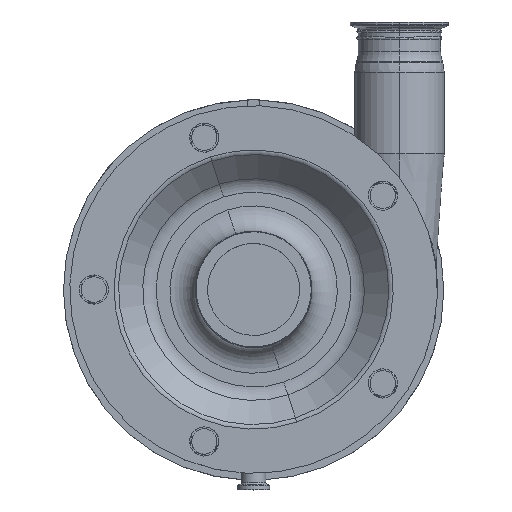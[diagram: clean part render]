
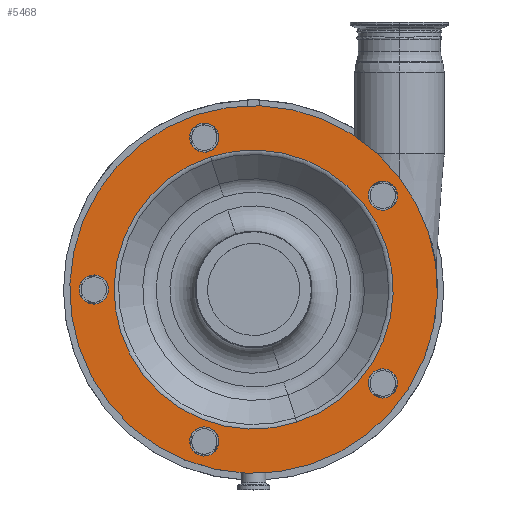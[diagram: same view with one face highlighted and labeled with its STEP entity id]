
A CAD part, top view. The second image highlights one B-rep face of the part: STEP entity #5468.
In plain terms, the highlighted planar face has unit normal (0, 0, 1).
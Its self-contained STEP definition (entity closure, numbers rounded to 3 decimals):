
#117 = CARTESIAN_POINT ( 'NONE',  ( -34.014, 104.684, 295. ) ) ;
#188 = DIRECTION ( 'NONE',  ( -0.309, 0.951, 0. ) ) ;
#278 = EDGE_LOOP ( 'NONE', ( #7221, #7308 ) ) ;
#348 = EDGE_LOOP ( 'NONE', ( #14155, #4824 ) ) ;
#364 = AXIS2_PLACEMENT_3D ( 'NONE', #3048, #11849, #9142 ) ;
#400 = AXIS2_PLACEMENT_3D ( 'NONE', #2307, #14417, #12730 ) ;
#429 = DIRECTION ( 'NONE',  ( -0.309, 0.951, 0. ) ) ;
#473 = AXIS2_PLACEMENT_3D ( 'NONE', #9696, #6177, #12301 ) ;
#789 = CIRCLE ( 'NONE', #473, 11.5 ) ;
#811 = CIRCLE ( 'NONE', #12956, 11.5 ) ;
#828 = CIRCLE ( 'NONE', #4336, 110.071 ) ;
#869 = ORIENTED_EDGE ( 'NONE', *, *, #14460, .F. ) ;
#937 = EDGE_LOOP ( 'NONE', ( #19052, #3749 ) ) ;
#1096 = CARTESIAN_POINT ( 'NONE',  ( 101.936, -74.061, 295. ) ) ;
#1390 = CARTESIAN_POINT ( 'NONE',  ( 101.936, 74.061, 295. ) ) ;
#1428 = CARTESIAN_POINT ( 'NONE',  ( -42.49, 130.77, 295. ) ) ;
#1557 = ORIENTED_EDGE ( 'NONE', *, *, #19322, .F. ) ;
#1931 = VERTEX_POINT ( 'NONE', #2246 ) ;
#1966 = EDGE_CURVE ( 'NONE', #13505, #12339, #10718, .T. ) ;
#2246 = CARTESIAN_POINT ( 'NONE',  ( -44.807, 137.903, 295. ) ) ;
#2262 = EDGE_CURVE ( 'NONE', #1931, #10488, #14767, .T. ) ;
#2307 = CARTESIAN_POINT ( 'NONE',  ( 0., 0., 295. ) ) ;
#2347 = AXIS2_PLACEMENT_3D ( 'NONE', #17504, #19109, #13209 ) ;
#2399 = DIRECTION ( 'NONE',  ( 0., 0., 1. ) ) ;
#2435 = DIRECTION ( 'NONE',  ( 0., 0., 1. ) ) ;
#2590 = DIRECTION ( 'NONE',  ( 0., 0., 1. ) ) ;
#2689 = EDGE_LOOP ( 'NONE', ( #1557, #6934 ) ) ;
#3048 = CARTESIAN_POINT ( 'NONE',  ( -126., 0., 295. ) ) ;
#3154 = EDGE_LOOP ( 'NONE', ( #869, #9432 ) ) ;
#3320 = AXIS2_PLACEMENT_3D ( 'NONE', #3780, #11479, #9874 ) ;
#3535 = AXIS2_PLACEMENT_3D ( 'NONE', #12640, #15627, #5018 ) ;
#3749 = ORIENTED_EDGE ( 'NONE', *, *, #18846, .F. ) ;
#3780 = CARTESIAN_POINT ( 'NONE',  ( -44.807, 137.903, 295. ) ) ;
#3972 = PLANE ( 'NONE',  #3320 ) ;
#3973 = AXIS2_PLACEMENT_3D ( 'NONE', #18964, #11372, #9864 ) ;
#3997 = DIRECTION ( 'NONE',  ( -0.309, 0.951, 0. ) ) ;
#4088 = CARTESIAN_POINT ( 'NONE',  ( 105.49, 63.124, 295. ) ) ;
#4336 = AXIS2_PLACEMENT_3D ( 'NONE', #9486, #4985, #17187 ) ;
#4372 = ORIENTED_EDGE ( 'NONE', *, *, #16664, .F. ) ;
#4804 = CIRCLE ( 'NONE', #364, 11.5 ) ;
#4824 = ORIENTED_EDGE ( 'NONE', *, *, #1966, .F. ) ;
#4985 = DIRECTION ( 'NONE',  ( 0., 0., 1. ) ) ;
#5018 = DIRECTION ( 'NONE',  ( -0.309, 0.951, 0. ) ) ;
#5053 = ORIENTED_EDGE ( 'NONE', *, *, #10506, .F. ) ;
#5446 = FACE_BOUND ( 'NONE', #9849, .T. ) ;
#5468 = ADVANCED_FACE ( 'NONE', ( #19369, #5647, #12992, #5446, #11763, #17469, #14585 ), #3972, .T. ) ;
#5647 = FACE_BOUND ( 'NONE', #937, .T. ) ;
#5730 = ORIENTED_EDGE ( 'NONE', *, *, #14002, .F. ) ;
#5854 = CIRCLE ( 'NONE', #7145, 11.5 ) ;
#5933 = VERTEX_POINT ( 'NONE', #117 ) ;
#6177 = DIRECTION ( 'NONE',  ( 0., 0., 1. ) ) ;
#6225 = AXIS2_PLACEMENT_3D ( 'NONE', #14418, #6301, #429 ) ;
#6233 = VERTEX_POINT ( 'NONE', #10375 ) ;
#6268 = EDGE_CURVE ( 'NONE', #12136, #17775, #11327, .T. ) ;
#6301 = DIRECTION ( 'NONE',  ( 0., 0., 1. ) ) ;
#6369 = AXIS2_PLACEMENT_3D ( 'NONE', #19387, #2399, #14606 ) ;
#6934 = ORIENTED_EDGE ( 'NONE', *, *, #6268, .F. ) ;
#7145 = AXIS2_PLACEMENT_3D ( 'NONE', #15576, #15472, #188 ) ;
#7167 = DIRECTION ( 'NONE',  ( -0.309, 0.951, 0. ) ) ;
#7221 = ORIENTED_EDGE ( 'NONE', *, *, #2262, .T. ) ;
#7308 = ORIENTED_EDGE ( 'NONE', *, *, #9539, .T. ) ;
#7608 = CARTESIAN_POINT ( 'NONE',  ( -129.554, 10.937, 295. ) ) ;
#8109 = VERTEX_POINT ( 'NONE', #13203 ) ;
#8188 = ORIENTED_EDGE ( 'NONE', *, *, #13467, .F. ) ;
#8360 = CARTESIAN_POINT ( 'NONE',  ( -38.936, -119.833, 295. ) ) ;
#8453 = AXIS2_PLACEMENT_3D ( 'NONE', #1096, #16489, #7167 ) ;
#9123 = VERTEX_POINT ( 'NONE', #14959 ) ;
#9142 = DIRECTION ( 'NONE',  ( -0.309, 0.951, 0. ) ) ;
#9432 = ORIENTED_EDGE ( 'NONE', *, *, #12629, .F. ) ;
#9486 = CARTESIAN_POINT ( 'NONE',  ( 0., 0., 295. ) ) ;
#9539 = EDGE_CURVE ( 'NONE', #10488, #1931, #10941, .T. ) ;
#9696 = CARTESIAN_POINT ( 'NONE',  ( 101.936, -74.061, 295. ) ) ;
#9849 = EDGE_LOOP ( 'NONE', ( #8188, #5053 ) ) ;
#9864 = DIRECTION ( 'NONE',  ( -0.309, 0.951, 0. ) ) ;
#9874 = DIRECTION ( 'NONE',  ( 0., -1., 0. ) ) ;
#9957 = DIRECTION ( 'NONE',  ( -0.309, 0.951, 0. ) ) ;
#10307 = DIRECTION ( 'NONE',  ( -0.309, 0.951, 0. ) ) ;
#10375 = CARTESIAN_POINT ( 'NONE',  ( 98.382, -63.124, 295. ) ) ;
#10488 = VERTEX_POINT ( 'NONE', #12715 ) ;
#10506 = EDGE_CURVE ( 'NONE', #9123, #6233, #789, .T. ) ;
#10718 = CIRCLE ( 'NONE', #11695, 11.5 ) ;
#10941 = CIRCLE ( 'NONE', #2347, 145. ) ;
#11242 = VERTEX_POINT ( 'NONE', #7608 ) ;
#11327 = CIRCLE ( 'NONE', #13514, 11.5 ) ;
#11372 = DIRECTION ( 'NONE',  ( 0., 0., 1. ) ) ;
#11479 = DIRECTION ( 'NONE',  ( 0., 0., 1. ) ) ;
#11695 = AXIS2_PLACEMENT_3D ( 'NONE', #13047, #2435, #10307 ) ;
#11763 = FACE_BOUND ( 'NONE', #2689, .T. ) ;
#11849 = DIRECTION ( 'NONE',  ( 0., 0., 1. ) ) ;
#12136 = VERTEX_POINT ( 'NONE', #4088 ) ;
#12146 = EDGE_LOOP ( 'NONE', ( #4372, #5730 ) ) ;
#12200 = VERTEX_POINT ( 'NONE', #13481 ) ;
#12301 = DIRECTION ( 'NONE',  ( -0.309, 0.951, 0. ) ) ;
#12339 = VERTEX_POINT ( 'NONE', #1428 ) ;
#12629 = EDGE_CURVE ( 'NONE', #12200, #5933, #16106, .T. ) ;
#12640 = CARTESIAN_POINT ( 'NONE',  ( -38.936, 119.833, 295. ) ) ;
#12715 = CARTESIAN_POINT ( 'NONE',  ( 44.807, -137.903, 295. ) ) ;
#12730 = DIRECTION ( 'NONE',  ( -0.309, 0.951, 0. ) ) ;
#12956 = AXIS2_PLACEMENT_3D ( 'NONE', #8360, #19072, #9957 ) ;
#12992 = FACE_BOUND ( 'NONE', #12146, .T. ) ;
#13047 = CARTESIAN_POINT ( 'NONE',  ( -38.936, 119.833, 295. ) ) ;
#13203 = CARTESIAN_POINT ( 'NONE',  ( -35.382, -130.77, 295. ) ) ;
#13209 = DIRECTION ( 'NONE',  ( -0.309, 0.951, 0. ) ) ;
#13467 = EDGE_CURVE ( 'NONE', #6233, #9123, #18681, .T. ) ;
#13481 = CARTESIAN_POINT ( 'NONE',  ( 34.014, -104.684, 295. ) ) ;
#13505 = VERTEX_POINT ( 'NONE', #13989 ) ;
#13514 = AXIS2_PLACEMENT_3D ( 'NONE', #1390, #2590, #3997 ) ;
#13989 = CARTESIAN_POINT ( 'NONE',  ( -35.382, 108.896, 295. ) ) ;
#14002 = EDGE_CURVE ( 'NONE', #8109, #16089, #15841, .T. ) ;
#14128 = CARTESIAN_POINT ( 'NONE',  ( -42.49, -108.896, 295. ) ) ;
#14155 = ORIENTED_EDGE ( 'NONE', *, *, #17891, .F. ) ;
#14417 = DIRECTION ( 'NONE',  ( 0., 0., 1. ) ) ;
#14418 = CARTESIAN_POINT ( 'NONE',  ( -38.936, -119.833, 295. ) ) ;
#14460 = EDGE_CURVE ( 'NONE', #5933, #12200, #828, .T. ) ;
#14585 = FACE_BOUND ( 'NONE', #3154, .T. ) ;
#14606 = DIRECTION ( 'NONE',  ( -0.309, 0.951, 0. ) ) ;
#14699 = CIRCLE ( 'NONE', #6369, 11.5 ) ;
#14713 = CIRCLE ( 'NONE', #3535, 11.5 ) ;
#14767 = CIRCLE ( 'NONE', #400, 145. ) ;
#14959 = CARTESIAN_POINT ( 'NONE',  ( 105.49, -84.998, 295. ) ) ;
#15127 = CARTESIAN_POINT ( 'NONE',  ( 98.382, 84.998, 295. ) ) ;
#15156 = CARTESIAN_POINT ( 'NONE',  ( -122.446, -10.937, 295. ) ) ;
#15472 = DIRECTION ( 'NONE',  ( 0., 0., 1. ) ) ;
#15557 = EDGE_CURVE ( 'NONE', #11242, #18747, #5854, .T. ) ;
#15576 = CARTESIAN_POINT ( 'NONE',  ( -126., 0., 295. ) ) ;
#15627 = DIRECTION ( 'NONE',  ( 0., 0., 1. ) ) ;
#15841 = CIRCLE ( 'NONE', #6225, 11.5 ) ;
#16089 = VERTEX_POINT ( 'NONE', #14128 ) ;
#16106 = CIRCLE ( 'NONE', #3973, 110.071 ) ;
#16489 = DIRECTION ( 'NONE',  ( 0., 0., 1. ) ) ;
#16664 = EDGE_CURVE ( 'NONE', #16089, #8109, #811, .T. ) ;
#17187 = DIRECTION ( 'NONE',  ( -0.309, 0.951, 0. ) ) ;
#17469 = FACE_BOUND ( 'NONE', #348, .T. ) ;
#17504 = CARTESIAN_POINT ( 'NONE',  ( 0., 0., 295. ) ) ;
#17775 = VERTEX_POINT ( 'NONE', #15127 ) ;
#17891 = EDGE_CURVE ( 'NONE', #12339, #13505, #14713, .T. ) ;
#18681 = CIRCLE ( 'NONE', #8453, 11.5 ) ;
#18747 = VERTEX_POINT ( 'NONE', #15156 ) ;
#18846 = EDGE_CURVE ( 'NONE', #18747, #11242, #4804, .T. ) ;
#18964 = CARTESIAN_POINT ( 'NONE',  ( 0., 0., 295. ) ) ;
#19052 = ORIENTED_EDGE ( 'NONE', *, *, #15557, .F. ) ;
#19072 = DIRECTION ( 'NONE',  ( 0., 0., 1. ) ) ;
#19109 = DIRECTION ( 'NONE',  ( 0., 0., 1. ) ) ;
#19322 = EDGE_CURVE ( 'NONE', #17775, #12136, #14699, .T. ) ;
#19369 = FACE_OUTER_BOUND ( 'NONE', #278, .T. ) ;
#19387 = CARTESIAN_POINT ( 'NONE',  ( 101.936, 74.061, 295. ) ) ;
